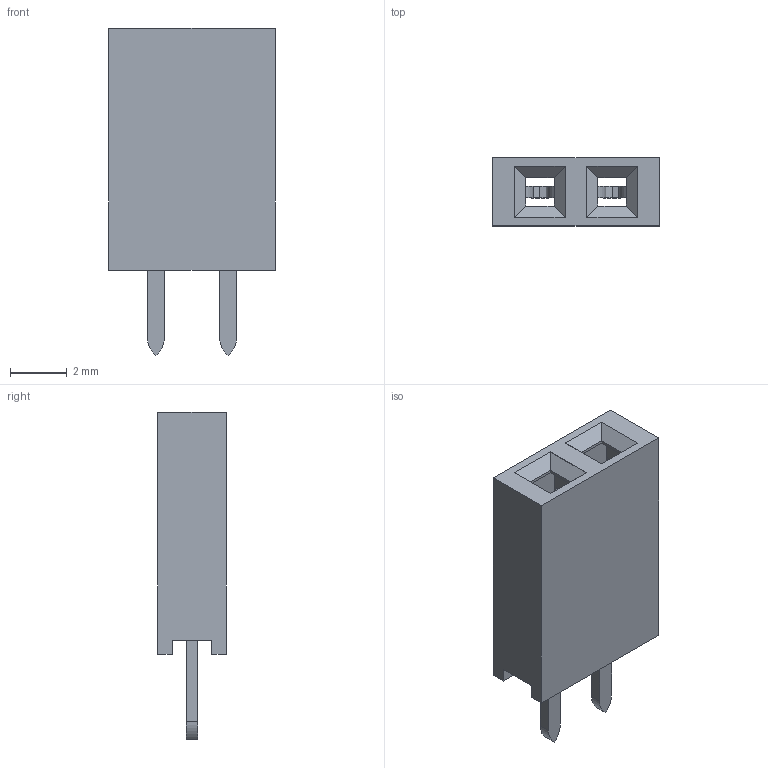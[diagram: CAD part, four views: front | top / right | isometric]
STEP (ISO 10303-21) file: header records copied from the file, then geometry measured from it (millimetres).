
FILE_DESCRIPTION(('FreeCAD Model'),'2;1');
FILE_NAME('1x04.step','2016-10-26T02:36:03',('Author'),(''), 'Open CASCADE STEP processor 6.8','FreeCAD','Unknown');
FILE_SCHEMA(('AUTOMOTIVE_DESIGN_CC2 { 1 2 10303 214 -1 1 5 4 }'));
Length unit declared in the file: millimetre
Products named in the file (2): ASSEMBLY; 1x04
Assembly tree (1 placements, depth 2):
  ASSEMBLY
    1x04
Bounding box: 5.84 x 2.4 x 11.5 mm (x, y, z)
Volume: 81.3 mm3; surface area: 326.4 mm2
Topology: 3 solids, 3 shells, 68 faces, 178 edges, 116 vertices
Faces by surface type: plane 60, cylinder 8
Entity records: 4853 total; most frequent: CARTESIAN_POINT 818, DIRECTION 632, LINE 452, VECTOR 452, ORIENTED_EDGE 356, PCURVE 356, DEFINITIONAL_REPRESENTATION 356, EDGE_CURVE 178
